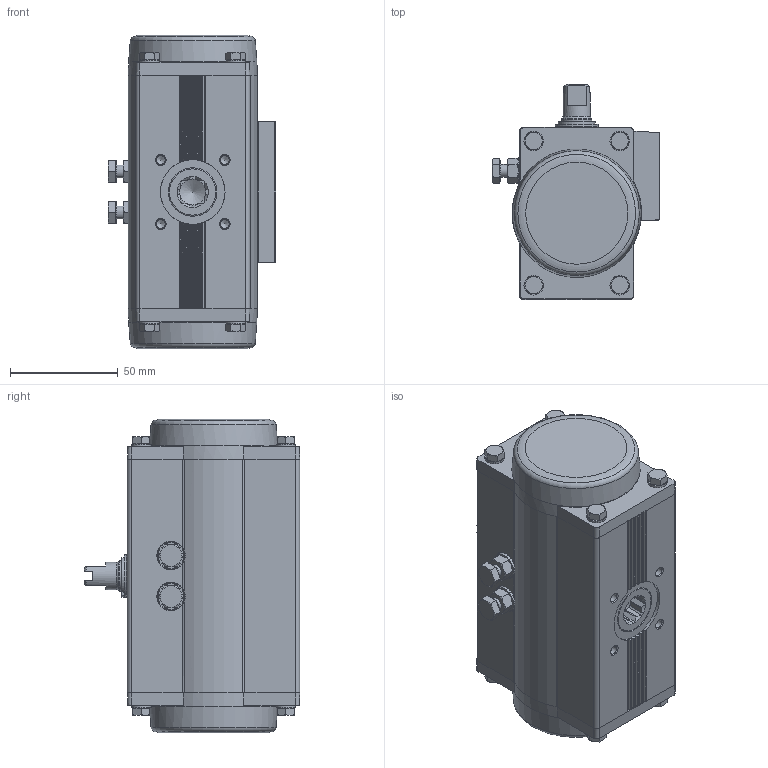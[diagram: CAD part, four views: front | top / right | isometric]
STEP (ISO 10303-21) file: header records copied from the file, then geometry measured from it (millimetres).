
FILE_DESCRIPTION(/* description */ ('STEP AP214'),/* implementation_level */ '2;1');
FILE_NAME(/* name */ '8066435_DFPD-N-20-RP-90-RS30-F04-R3-EP',/* time_stamp */ '2024-08-15T19:25:53+02:00',/* author */ ('License CC BY-ND 4.0'),/* organization */ ('CADENAS'),/* preprocessor_version */ 'ST-DEVELOPER v19.3',/* originating_system */ 'PARTsolutions',/* authorisation */ ' ');
FILE_SCHEMA (('AUTOMOTIVE_DESIGN {1 0 10303 214 3 1 1}'));
Length unit declared in the file: millimetre
Products named in the file (6): 8066435 DFPD-N-20-RP-90-RS30-F04-R3-EP---(0); 8042185 DFPD-N-20-90-RS-F04-------(housing); 8042185 DFPD-20(F04_0)---(shaft); 3637777 SCHEIBE 6.2X12X1.5-1.4301; 3637759 DFPD-20; DIN 934 - M6(F)
Assembly tree (8 placements, depth 2):
  8066435 DFPD-N-20-RP-90-RS30-F04-R3-EP---(0)
    8042185 DFPD-N-20-90-RS-F04-------(housing)
    8042185 DFPD-20(F04_0)---(shaft)
    3637777 SCHEIBE 6.2X12X1.5-1.4301  x2
    3637759 DFPD-20  x2
    DIN 934 - M6(F)  x2
Bounding box: 77.7 x 100 x 145.7 mm (x, y, z)
Volume: 619887.4 mm3; surface area: 70161.6 mm2
Topology: 8 solids, 8 shells, 658 faces, 1547 edges, 964 vertices
Faces by surface type: plane 359, cone 138, cylinder 134, torus 25, sphere 2
Full cylindrical faces by diameter (mm): 1.7 x2, 4 x2, 4.134 x12, 4.917 x5, 6 x2, 6.2 x2, 8.5 x2, 9 x10, 10 x4, 12 x2, 12.7 x1, 13 x2, 14 x3, 15.2 x1, 16.1 x1, 17.3 x2, 20 x2, 22 x3, 22.5 x2, 30 x1
Entity records: 17143 total; most frequent: CARTESIAN_POINT 3504, DIRECTION 2789, ORIENTED_EDGE 2596, EDGE_CURVE 1298, AXIS2_PLACEMENT_3D 1082, VERTEX_POINT 891, FACE_BOUND 829, EDGE_LOOP 819
